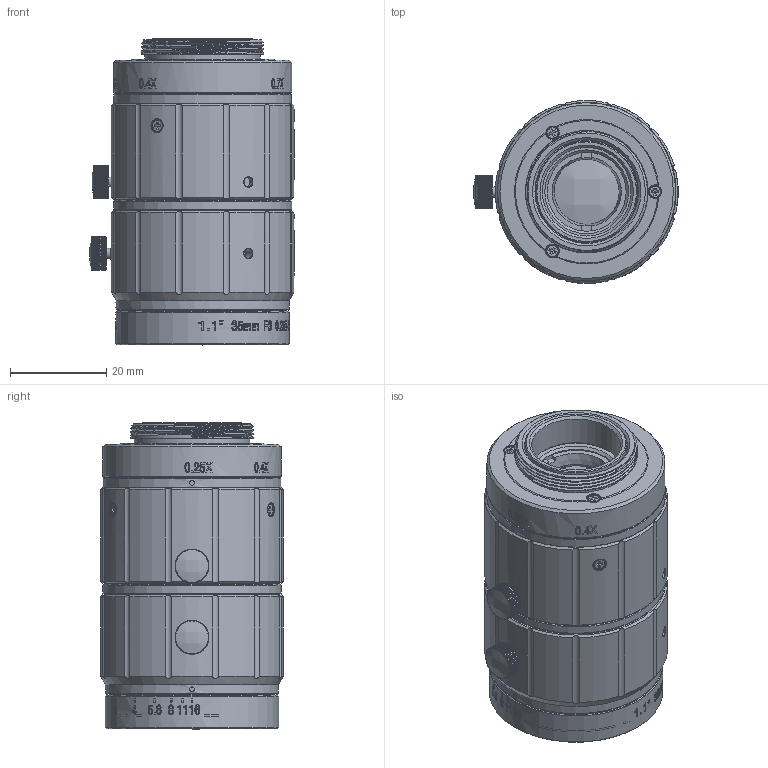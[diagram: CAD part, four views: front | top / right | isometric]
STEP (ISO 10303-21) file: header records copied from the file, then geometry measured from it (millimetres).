
FILE_DESCRIPTION (( 'STEP AP203' ), '1' );
FILE_NAME ('600112.STEP', '2025-01-14T07:36:13', ( 'Windows User' ), ( 'P R C' ), 'SwSTEP 2.0', 'SolidWorks 2020', '' );
FILE_SCHEMA (( 'CONFIG_CONTROL_DESIGN' ));
Length unit declared in the file: millimetre
Products named in the file (1): 600112
Bounding box: 42.44 x 37.89 x 63.69 mm (x, y, z)
Volume: 49734 mm3; surface area: 42027.7 mm2
Topology: 21 solids, 21 shells, 1760 faces, 4813 edges, 3215 vertices
Faces by surface type: plane 703, cylinder 510, bspline 454, cone 92, sphere 1
Full cylindrical faces by diameter (mm): 1 x3, 1.4 x6, 1.5 x7, 1.6 x2, 2 x7, 2.05 x2, 2.5 x6, 2.7 x6, 3 x1, 3.2 x1, 13.5 x1, 16 x2, 16.4 x1, 16.6 x1, 17 x1, 17.4 x1, 18 x2, 18.4 x1, 19.4 x2, 20 x2, 20.4 x3, 21 x1, 21.1 x1, 21.4 x2, 21.5 x2, 22 x2, 24 x1, 28 x3, 28.2 x1, 30.5 x1
Entity records: 83576 total; most frequent: CARTESIAN_POINT 44020, ORIENTED_EDGE 9052, DIRECTION 6472, EDGE_CURVE 4526, VERTEX_POINT 3112, AXIS2_PLACEMENT_3D 2394, EDGE_LOOP 2096, FACE_OUTER_BOUND 1864
